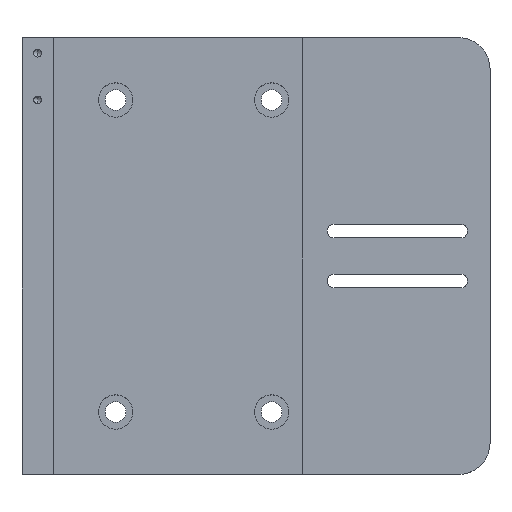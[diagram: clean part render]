
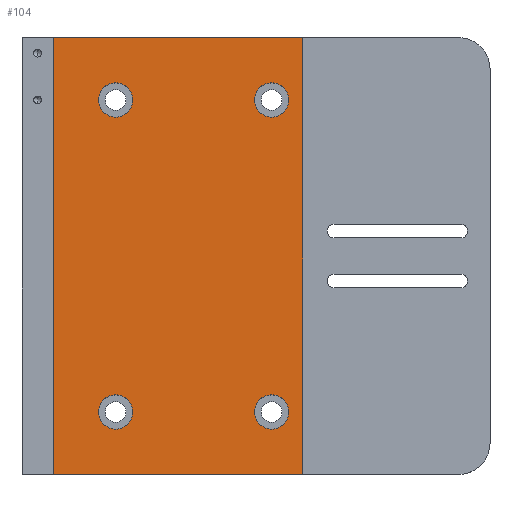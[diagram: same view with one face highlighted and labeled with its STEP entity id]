
A CAD part, top view. The second image highlights one B-rep face of the part: STEP entity #104.
In plain terms, the highlighted planar face has unit normal (0, 0, 1).
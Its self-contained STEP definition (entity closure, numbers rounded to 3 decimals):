
#104=ADVANCED_FACE('NONE',(#233,#234,#235,#236,#237),#238,.T.);
#233=FACE_BOUND('',#402,.T.);
#234=FACE_BOUND('',#403,.T.);
#235=FACE_BOUND('',#404,.T.);
#236=FACE_BOUND('',#405,.T.);
#237=FACE_OUTER_BOUND('',#406,.T.);
#238=PLANE('',#407);
#402=EDGE_LOOP('',(#651,#652));
#403=EDGE_LOOP('',(#653,#654));
#404=EDGE_LOOP('',(#655,#656));
#405=EDGE_LOOP('',(#657,#658));
#406=EDGE_LOOP('',(#659,#660,#661,#662));
#407=AXIS2_PLACEMENT_3D('',#663,#664,#665);
#651=ORIENTED_EDGE('',*,*,#1027,.F.);
#652=ORIENTED_EDGE('',*,*,#963,.F.);
#653=ORIENTED_EDGE('',*,*,#1028,.F.);
#654=ORIENTED_EDGE('',*,*,#973,.F.);
#655=ORIENTED_EDGE('',*,*,#1029,.F.);
#656=ORIENTED_EDGE('',*,*,#983,.F.);
#657=ORIENTED_EDGE('',*,*,#1030,.F.);
#658=ORIENTED_EDGE('',*,*,#993,.F.);
#659=ORIENTED_EDGE('',*,*,#1031,.F.);
#660=ORIENTED_EDGE('',*,*,#1012,.T.);
#661=ORIENTED_EDGE('',*,*,#1032,.F.);
#662=ORIENTED_EDGE('',*,*,#1023,.T.);
#663=CARTESIAN_POINT('',(0.0,70.0,-10.0));
#664=DIRECTION('',(0.0,0.0,1.0));
#665=DIRECTION('',(0.0,-1.0,0.0));
#963=EDGE_CURVE('',#1140,#1142,#1143,.T.);
#973=EDGE_CURVE('',#1158,#1160,#1161,.T.);
#983=EDGE_CURVE('',#1176,#1178,#1179,.T.);
#993=EDGE_CURVE('',#1194,#1196,#1197,.T.);
#1012=EDGE_CURVE('',#1231,#1229,#1232,.T.);
#1023=EDGE_CURVE('',#1249,#1247,#1250,.T.);
#1027=EDGE_CURVE('',#1142,#1140,#1255,.T.);
#1028=EDGE_CURVE('',#1160,#1158,#1256,.T.);
#1029=EDGE_CURVE('',#1178,#1176,#1257,.T.);
#1030=EDGE_CURVE('',#1196,#1194,#1258,.T.);
#1031=EDGE_CURVE('',#1231,#1247,#1259,.T.);
#1032=EDGE_CURVE('',#1249,#1229,#1260,.T.);
#1140=VERTEX_POINT('',#1392);
#1142=VERTEX_POINT('',#1395);
#1143=CIRCLE('',#1396,5.5);
#1158=VERTEX_POINT('',#1414);
#1160=VERTEX_POINT('',#1417);
#1161=CIRCLE('',#1418,5.5);
#1176=VERTEX_POINT('',#1436);
#1178=VERTEX_POINT('',#1439);
#1179=CIRCLE('',#1440,5.5);
#1194=VERTEX_POINT('',#1458);
#1196=VERTEX_POINT('',#1461);
#1197=CIRCLE('',#1462,5.5);
#1229=VERTEX_POINT('',#1506);
#1231=VERTEX_POINT('',#1509);
#1232=LINE('',#1510,#1511);
#1247=VERTEX_POINT('',#1533);
#1249=VERTEX_POINT('',#1536);
#1250=LINE('',#1537,#1538);
#1255=CIRCLE('',#1545,5.5);
#1256=CIRCLE('',#1546,5.5);
#1257=CIRCLE('',#1547,5.5);
#1258=CIRCLE('',#1548,5.5);
#1259=LINE('',#1549,#1550);
#1260=LINE('',#1551,#1552);
#1392=CARTESIAN_POINT('',(80.0,25.5,-10.0));
#1395=CARTESIAN_POINT('',(80.0,14.5,-10.0));
#1396=AXIS2_PLACEMENT_3D('',#1688,#1689,#1690);
#1414=CARTESIAN_POINT('',(80.0,125.5,-10.0));
#1417=CARTESIAN_POINT('',(80.0,114.5,-10.0));
#1418=AXIS2_PLACEMENT_3D('',#1704,#1705,#1706);
#1436=CARTESIAN_POINT('',(30.0,25.5,-10.0));
#1439=CARTESIAN_POINT('',(30.0,14.5,-10.0));
#1440=AXIS2_PLACEMENT_3D('',#1720,#1721,#1722);
#1458=CARTESIAN_POINT('',(30.0,125.5,-10.0));
#1461=CARTESIAN_POINT('',(30.0,114.5,-10.0));
#1462=AXIS2_PLACEMENT_3D('',#1736,#1737,#1738);
#1506=CARTESIAN_POINT('',(10.0,140.0,-10.0));
#1509=CARTESIAN_POINT('',(90.0,140.0,-10.0));
#1510=CARTESIAN_POINT('',(90.0,140.0,-10.0));
#1511=VECTOR('',#1758,1.0);
#1533=CARTESIAN_POINT('',(90.0,0.0,-10.0));
#1536=CARTESIAN_POINT('',(10.0,0.,-10.0));
#1537=CARTESIAN_POINT('',(10.0,0.,-10.0));
#1538=VECTOR('',#1767,1.0);
#1545=AXIS2_PLACEMENT_3D('',#1770,#1771,#1772);
#1546=AXIS2_PLACEMENT_3D('',#1773,#1774,#1775);
#1547=AXIS2_PLACEMENT_3D('',#1776,#1777,#1778);
#1548=AXIS2_PLACEMENT_3D('',#1779,#1780,#1781);
#1549=CARTESIAN_POINT('',(90.0,140.0,-10.0));
#1550=VECTOR('',#1782,1.0);
#1551=CARTESIAN_POINT('',(10.0,0.,-10.0));
#1552=VECTOR('',#1783,1.0);
#1688=CARTESIAN_POINT('',(80.0,20.0,-10.0));
#1689=DIRECTION('',(0.0,0.0,1.0));
#1690=DIRECTION('',(0.0,-1.0,0.0));
#1704=CARTESIAN_POINT('',(80.0,120.0,-10.0));
#1705=DIRECTION('',(0.0,0.0,1.0));
#1706=DIRECTION('',(0.0,-1.0,0.0));
#1720=CARTESIAN_POINT('',(30.0,20.0,-10.0));
#1721=DIRECTION('',(0.0,0.0,1.0));
#1722=DIRECTION('',(0.0,-1.0,0.0));
#1736=CARTESIAN_POINT('',(30.0,120.0,-10.0));
#1737=DIRECTION('',(0.0,0.0,1.0));
#1738=DIRECTION('',(0.0,-1.0,0.0));
#1758=DIRECTION('',(-1.0,0.,0.0));
#1767=DIRECTION('',(1.0,0.0,0.0));
#1770=CARTESIAN_POINT('',(80.0,20.0,-10.0));
#1771=DIRECTION('',(0.0,0.0,1.0));
#1772=DIRECTION('',(0.0,-1.0,0.0));
#1773=CARTESIAN_POINT('',(80.0,120.0,-10.0));
#1774=DIRECTION('',(0.0,0.0,1.0));
#1775=DIRECTION('',(0.0,-1.0,0.0));
#1776=CARTESIAN_POINT('',(30.0,20.0,-10.0));
#1777=DIRECTION('',(0.0,0.0,1.0));
#1778=DIRECTION('',(0.0,-1.0,0.0));
#1779=CARTESIAN_POINT('',(30.0,120.0,-10.0));
#1780=DIRECTION('',(0.0,0.0,1.0));
#1781=DIRECTION('',(0.0,-1.0,0.0));
#1782=DIRECTION('',(0.0,-1.0,0.0));
#1783=DIRECTION('',(0.,1.0,0.0));
